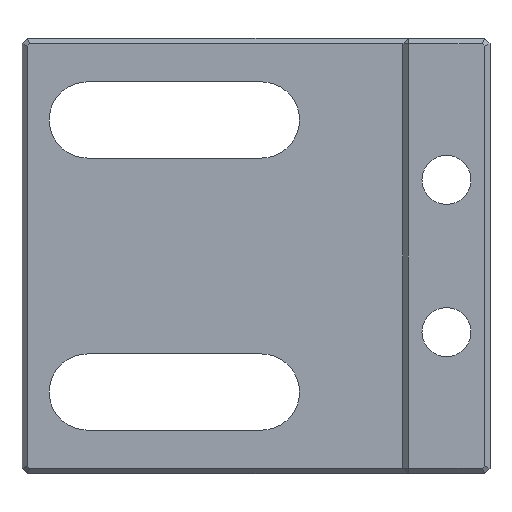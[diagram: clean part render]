
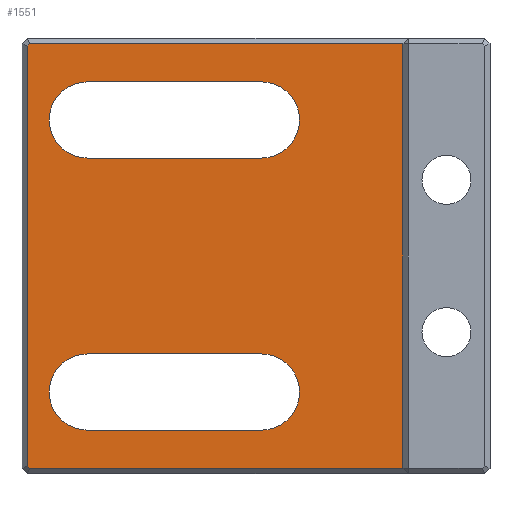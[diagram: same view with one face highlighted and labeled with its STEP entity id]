
A CAD part, front view. The second image highlights one B-rep face of the part: STEP entity #1551.
In plain terms, the highlighted planar face has unit normal (0, -1, 0).
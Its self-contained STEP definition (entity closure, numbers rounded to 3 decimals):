
#24 = LINE ( 'NONE', #321, #69 ) ;
#29 = AXIS2_PLACEMENT_3D ( 'NONE', #1460, #104, #1054 ) ;
#30 = CARTESIAN_POINT ( 'NONE',  ( 0.5, -2., -9. ) ) ;
#36 = VERTEX_POINT ( 'NONE', #1662 ) ;
#40 = ORIENTED_EDGE ( 'NONE', *, *, #1687, .T. ) ;
#46 = DIRECTION ( 'NONE',  ( 0., 0., -1. ) ) ;
#49 = CARTESIAN_POINT ( 'NONE',  ( 0., -2., 9. ) ) ;
#51 = VERTEX_POINT ( 'NONE', #54 ) ;
#54 = CARTESIAN_POINT ( 'NONE',  ( -15.5, -2., 16. ) ) ;
#57 = DIRECTION ( 'NONE',  ( -0.707, 0., -0.707 ) ) ;
#69 = VECTOR ( 'NONE', #57, 1000. ) ;
#84 = FACE_OUTER_BOUND ( 'NONE', #1674, .T. ) ;
#90 = CARTESIAN_POINT ( 'NONE',  ( 0.5, -2., -12.5 ) ) ;
#104 = DIRECTION ( 'NONE',  ( 0., -1., 0. ) ) ;
#110 = ORIENTED_EDGE ( 'NONE', *, *, #114, .T. ) ;
#112 = EDGE_LOOP ( 'NONE', ( #1710, #445, #1527, #689 ) ) ;
#114 = EDGE_CURVE ( 'NONE', #36, #1534, #1082, .T. ) ;
#130 = CARTESIAN_POINT ( 'NONE',  ( 0.5, -2., 9. ) ) ;
#174 = ORIENTED_EDGE ( 'NONE', *, *, #1451, .T. ) ;
#176 = DIRECTION ( 'NONE',  ( 1., 0., 0. ) ) ;
#183 = DIRECTION ( 'NONE',  ( 0., -1., 0. ) ) ;
#204 = VERTEX_POINT ( 'NONE', #130 ) ;
#228 = LINE ( 'NONE', #985, #1025 ) ;
#255 = AXIS2_PLACEMENT_3D ( 'NONE', #685, #398, #1367 ) ;
#275 = CARTESIAN_POINT ( 'NONE',  ( 0., -2., -16. ) ) ;
#285 = FACE_BOUND ( 'NONE', #112, .T. ) ;
#290 = CARTESIAN_POINT ( 'NONE',  ( -15.5, -2., -16. ) ) ;
#295 = DIRECTION ( 'NONE',  ( 0., 0., -1. ) ) ;
#297 = EDGE_CURVE ( 'NONE', #362, #1199, #228, .T. ) ;
#304 = VERTEX_POINT ( 'NONE', #30 ) ;
#309 = CARTESIAN_POINT ( 'NONE',  ( 0.5, -2., 12.5 ) ) ;
#311 = DIRECTION ( 'NONE',  ( 0., 0., 1. ) ) ;
#321 = CARTESIAN_POINT ( 'NONE',  ( -20.146, -2., 20.146 ) ) ;
#325 = VERTEX_POINT ( 'NONE', #290 ) ;
#356 = CARTESIAN_POINT ( 'NONE',  ( -21., -2., 19.293 ) ) ;
#362 = VERTEX_POINT ( 'NONE', #356 ) ;
#398 = DIRECTION ( 'NONE',  ( 0., -1., 0. ) ) ;
#402 = ORIENTED_EDGE ( 'NONE', *, *, #1730, .F. ) ;
#409 = EDGE_CURVE ( 'NONE', #697, #304, #935, .T. ) ;
#416 = LINE ( 'NONE', #1529, #1048 ) ;
#423 = DIRECTION ( 'NONE',  ( 0., -1., 0. ) ) ;
#445 = ORIENTED_EDGE ( 'NONE', *, *, #605, .F. ) ;
#541 = CIRCLE ( 'NONE', #961, 3.5 ) ;
#578 = CARTESIAN_POINT ( 'NONE',  ( -20.793, -2., -19.5 ) ) ;
#586 = CIRCLE ( 'NONE', #758, 3.5 ) ;
#598 = CARTESIAN_POINT ( 'NONE',  ( -15.5, -2., -9. ) ) ;
#605 = EDGE_CURVE ( 'NONE', #304, #755, #1186, .T. ) ;
#640 = LINE ( 'NONE', #1631, #1079 ) ;
#656 = VECTOR ( 'NONE', #176, 1000. ) ;
#665 = EDGE_CURVE ( 'NONE', #325, #697, #978, .T. ) ;
#668 = CARTESIAN_POINT ( 'NONE',  ( 0., -2., -9. ) ) ;
#685 = CARTESIAN_POINT ( 'NONE',  ( -15.5, -2., 12.5 ) ) ;
#689 = ORIENTED_EDGE ( 'NONE', *, *, #665, .F. ) ;
#697 = VERTEX_POINT ( 'NONE', #1293 ) ;
#755 = VERTEX_POINT ( 'NONE', #598 ) ;
#758 = AXIS2_PLACEMENT_3D ( 'NONE', #309, #423, #295 ) ;
#780 = DIRECTION ( 'NONE',  ( 0., -1., 0. ) ) ;
#822 = VECTOR ( 'NONE', #1188, 1000. ) ;
#852 = EDGE_CURVE ( 'NONE', #1604, #51, #640, .T. ) ;
#876 = EDGE_CURVE ( 'NONE', #51, #1535, #1224, .T. ) ;
#926 = ORIENTED_EDGE ( 'NONE', *, *, #852, .F. ) ;
#929 = ORIENTED_EDGE ( 'NONE', *, *, #1591, .T. ) ;
#935 = CIRCLE ( 'NONE', #1645, 3.5 ) ;
#943 = VERTEX_POINT ( 'NONE', #1528 ) ;
#954 = VECTOR ( 'NONE', #1496, 1000. ) ;
#955 = LINE ( 'NONE', #1686, #1130 ) ;
#961 = AXIS2_PLACEMENT_3D ( 'NONE', #1385, #183, #46 ) ;
#973 = FACE_BOUND ( 'NONE', #1553, .T. ) ;
#978 = LINE ( 'NONE', #275, #1616 ) ;
#985 = CARTESIAN_POINT ( 'NONE',  ( -21., -2., -19.5 ) ) ;
#1007 = EDGE_CURVE ( 'NONE', #204, #1604, #586, .T. ) ;
#1014 = CARTESIAN_POINT ( 'NONE',  ( 13.5, -2., 20. ) ) ;
#1025 = VECTOR ( 'NONE', #1510, 1000. ) ;
#1048 = VECTOR ( 'NONE', #1547, 1000. ) ;
#1054 = DIRECTION ( 'NONE',  ( 0., 0., -1. ) ) ;
#1060 = EDGE_CURVE ( 'NONE', #755, #325, #541, .T. ) ;
#1079 = VECTOR ( 'NONE', #1617, 1000. ) ;
#1082 = LINE ( 'NONE', #1477, #954 ) ;
#1130 = VECTOR ( 'NONE', #1683, 1000. ) ;
#1146 = ORIENTED_EDGE ( 'NONE', *, *, #1658, .T. ) ;
#1164 = DIRECTION ( 'NONE',  ( 0., 0., -1. ) ) ;
#1186 = LINE ( 'NONE', #668, #822 ) ;
#1188 = DIRECTION ( 'NONE',  ( -1., 0., 0. ) ) ;
#1193 = PLANE ( 'NONE',  #29 ) ;
#1199 = VERTEX_POINT ( 'NONE', #1734 ) ;
#1222 = DIRECTION ( 'NONE',  ( 1., 0., 0. ) ) ;
#1224 = CIRCLE ( 'NONE', #255, 3.5 ) ;
#1231 = VECTOR ( 'NONE', #311, 1000. ) ;
#1257 = ORIENTED_EDGE ( 'NONE', *, *, #297, .T. ) ;
#1293 = CARTESIAN_POINT ( 'NONE',  ( 0.5, -2., -16. ) ) ;
#1320 = CARTESIAN_POINT ( 'NONE',  ( -15.5, -2., 9. ) ) ;
#1330 = CARTESIAN_POINT ( 'NONE',  ( -20.793, -2., 19.5 ) ) ;
#1367 = DIRECTION ( 'NONE',  ( 0., 0., -1. ) ) ;
#1385 = CARTESIAN_POINT ( 'NONE',  ( -15.5, -2., -12.5 ) ) ;
#1415 = ORIENTED_EDGE ( 'NONE', *, *, #876, .F. ) ;
#1429 = ORIENTED_EDGE ( 'NONE', *, *, #1007, .F. ) ;
#1451 = EDGE_CURVE ( 'NONE', #1679, #943, #955, .T. ) ;
#1460 = CARTESIAN_POINT ( 'NONE',  ( 0., -2., 0. ) ) ;
#1477 = CARTESIAN_POINT ( 'NONE',  ( -21., -2., 19.5 ) ) ;
#1496 = DIRECTION ( 'NONE',  ( -1., 0., 0. ) ) ;
#1510 = DIRECTION ( 'NONE',  ( 0., 0., -1. ) ) ;
#1527 = ORIENTED_EDGE ( 'NONE', *, *, #409, .F. ) ;
#1528 = CARTESIAN_POINT ( 'NONE',  ( 13.5, -2., -19.5 ) ) ;
#1529 = CARTESIAN_POINT ( 'NONE',  ( -20.146, -2., -20.146 ) ) ;
#1534 = VERTEX_POINT ( 'NONE', #1330 ) ;
#1535 = VERTEX_POINT ( 'NONE', #1320 ) ;
#1547 = DIRECTION ( 'NONE',  ( 0.707, 0., -0.707 ) ) ;
#1551 = ADVANCED_FACE ( 'NONE', ( #973, #285, #84 ), #1193, .T. ) ;
#1553 = EDGE_LOOP ( 'NONE', ( #1415, #926, #1429, #402 ) ) ;
#1591 = EDGE_CURVE ( 'NONE', #943, #36, #1637, .T. ) ;
#1604 = VERTEX_POINT ( 'NONE', #1670 ) ;
#1616 = VECTOR ( 'NONE', #1222, 1000. ) ;
#1617 = DIRECTION ( 'NONE',  ( -1., 0., 0. ) ) ;
#1631 = CARTESIAN_POINT ( 'NONE',  ( 0., -2., 16. ) ) ;
#1637 = LINE ( 'NONE', #1014, #1231 ) ;
#1645 = AXIS2_PLACEMENT_3D ( 'NONE', #90, #780, #1164 ) ;
#1658 = EDGE_CURVE ( 'NONE', #1534, #362, #24, .T. ) ;
#1662 = CARTESIAN_POINT ( 'NONE',  ( 13.5, -2., 19.5 ) ) ;
#1670 = CARTESIAN_POINT ( 'NONE',  ( 0.5, -2., 16. ) ) ;
#1674 = EDGE_LOOP ( 'NONE', ( #40, #174, #929, #110, #1146, #1257 ) ) ;
#1679 = VERTEX_POINT ( 'NONE', #578 ) ;
#1683 = DIRECTION ( 'NONE',  ( 1., 0., 0. ) ) ;
#1686 = CARTESIAN_POINT ( 'NONE',  ( 13.5, -2., -19.5 ) ) ;
#1687 = EDGE_CURVE ( 'NONE', #1199, #1679, #416, .T. ) ;
#1710 = ORIENTED_EDGE ( 'NONE', *, *, #1060, .F. ) ;
#1716 = LINE ( 'NONE', #49, #656 ) ;
#1730 = EDGE_CURVE ( 'NONE', #1535, #204, #1716, .T. ) ;
#1734 = CARTESIAN_POINT ( 'NONE',  ( -21., -2., -19.293 ) ) ;
